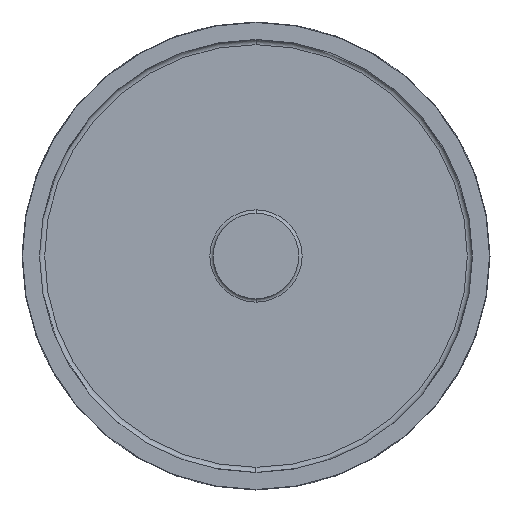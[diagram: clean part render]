
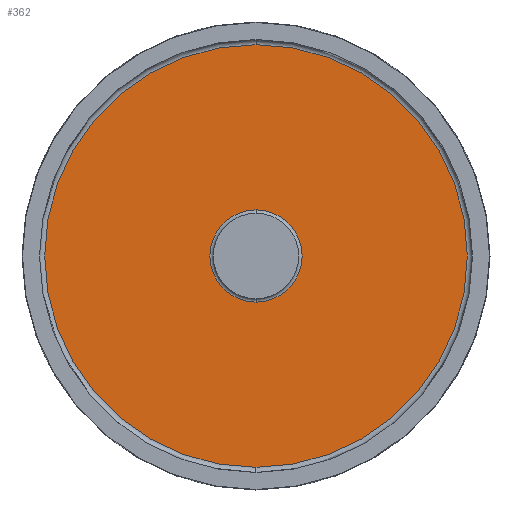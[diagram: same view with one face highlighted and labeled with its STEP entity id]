
A CAD part, left-side view. The second image highlights one B-rep face of the part: STEP entity #362.
In plain terms, the highlighted planar face has unit normal (-1, 0, 0).
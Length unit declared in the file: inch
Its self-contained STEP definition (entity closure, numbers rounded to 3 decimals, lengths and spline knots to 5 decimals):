
#59 = CIRCLE ( 'NONE', #3567, 1.237 ) ;
#113 = CIRCLE ( 'NONE', #2689, 0.27 ) ;
#161 = DIRECTION ( 'NONE',  ( -1., 0., 0. ) ) ;
#197 = ORIENTED_EDGE ( 'NONE', *, *, #1692, .T. ) ;
#220 = CARTESIAN_POINT ( 'NONE',  ( -0.37785, 1.237, 0. ) ) ;
#228 = EDGE_LOOP ( 'NONE', ( #1161, #1695 ) ) ;
#239 = CARTESIAN_POINT ( 'NONE',  ( -0.37785, 0., 0.27 ) ) ;
#285 = CARTESIAN_POINT ( 'NONE',  ( -0.37785, 0., 1.237 ) ) ;
#302 = EDGE_CURVE ( 'NONE', #3485, #791, #3271, .T. ) ;
#354 = DIRECTION ( 'NONE',  ( 0., 0., 1. ) ) ;
#362 = ADVANCED_FACE ( 'NONE', ( #503, #1652 ), #2794, .F. ) ;
#503 = FACE_BOUND ( 'NONE', #228, .T. ) ;
#554 = CARTESIAN_POINT ( 'NONE',  ( -0.37785, 0., -1.237 ) ) ;
#628 = DIRECTION ( 'NONE',  ( 0., 0., 1. ) ) ;
#637 = CARTESIAN_POINT ( 'NONE',  ( -0.37785, 0., 0. ) ) ;
#665 = DIRECTION ( 'NONE',  ( -1., 0., 0. ) ) ;
#791 = VERTEX_POINT ( 'NONE', #554 ) ;
#952 = CIRCLE ( 'NONE', #2821, 0.27 ) ;
#1161 = ORIENTED_EDGE ( 'NONE', *, *, #2735, .F. ) ;
#1360 = DIRECTION ( 'NONE',  ( 0., 0., -1. ) ) ;
#1538 = VERTEX_POINT ( 'NONE', #2769 ) ;
#1557 = EDGE_LOOP ( 'NONE', ( #2862, #197 ) ) ;
#1652 = FACE_OUTER_BOUND ( 'NONE', #1557, .T. ) ;
#1668 = AXIS2_PLACEMENT_3D ( 'NONE', #220, #2457, #1360 ) ;
#1692 = EDGE_CURVE ( 'NONE', #791, #3485, #59, .T. ) ;
#1695 = ORIENTED_EDGE ( 'NONE', *, *, #2318, .F. ) ;
#1837 = AXIS2_PLACEMENT_3D ( 'NONE', #3073, #161, #2778 ) ;
#2191 = VERTEX_POINT ( 'NONE', #239 ) ;
#2318 = EDGE_CURVE ( 'NONE', #1538, #2191, #113, .T. ) ;
#2349 = CARTESIAN_POINT ( 'NONE',  ( -0.37785, 0., 0. ) ) ;
#2373 = DIRECTION ( 'NONE',  ( -1., 0., 0. ) ) ;
#2457 = DIRECTION ( 'NONE',  ( 1., 0., 0. ) ) ;
#2689 = AXIS2_PLACEMENT_3D ( 'NONE', #2971, #665, #628 ) ;
#2735 = EDGE_CURVE ( 'NONE', #2191, #1538, #952, .T. ) ;
#2769 = CARTESIAN_POINT ( 'NONE',  ( -0.37785, 0., -0.27 ) ) ;
#2778 = DIRECTION ( 'NONE',  ( 0., 0., 1. ) ) ;
#2794 = PLANE ( 'NONE',  #1668 ) ;
#2821 = AXIS2_PLACEMENT_3D ( 'NONE', #2349, #3479, #354 ) ;
#2862 = ORIENTED_EDGE ( 'NONE', *, *, #302, .T. ) ;
#2971 = CARTESIAN_POINT ( 'NONE',  ( -0.37785, 0., 0. ) ) ;
#3073 = CARTESIAN_POINT ( 'NONE',  ( -0.37785, 0., 0. ) ) ;
#3271 = CIRCLE ( 'NONE', #1837, 1.237 ) ;
#3432 = DIRECTION ( 'NONE',  ( 0., 0., 1. ) ) ;
#3479 = DIRECTION ( 'NONE',  ( -1., 0., 0. ) ) ;
#3485 = VERTEX_POINT ( 'NONE', #285 ) ;
#3567 = AXIS2_PLACEMENT_3D ( 'NONE', #637, #2373, #3432 ) ;
